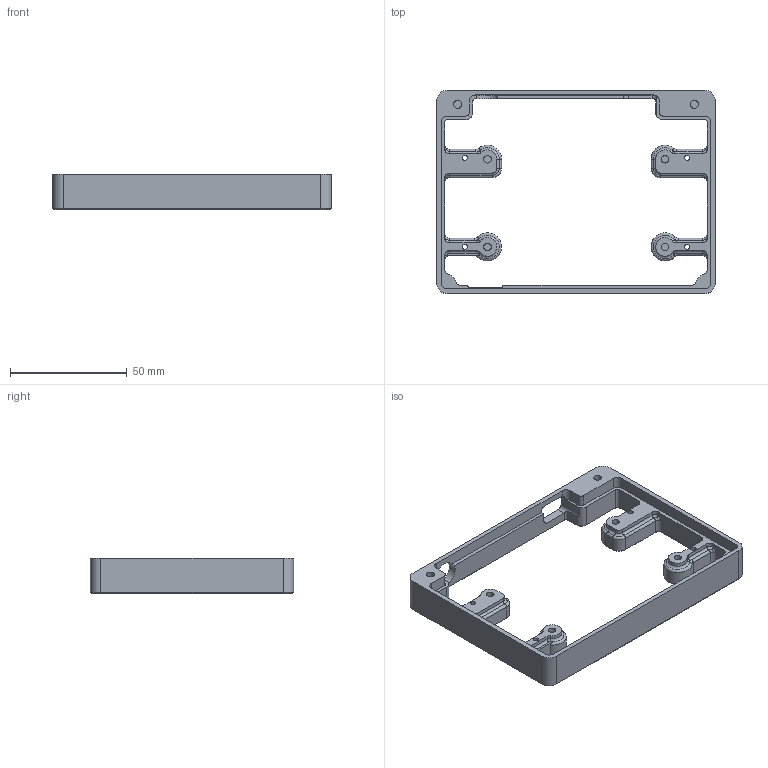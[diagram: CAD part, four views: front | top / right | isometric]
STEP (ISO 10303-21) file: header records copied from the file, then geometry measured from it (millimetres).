
FILE_DESCRIPTION(/* description */ (''),/* implementation_level */ '2;1');
FILE_NAME(/* name */ 'case-right.step',/* time_stamp */ '2019-08-02T00:16:06+02:00',/* author */ (''),/* organization */ (''),/* preprocessor_version */ 'ST-DEVELOPER v18',/* originating_system */ 'Autodesk Translation Framework v8.2.0.1029',/* authorisation */ '');
FILE_SCHEMA (('AUTOMOTIVE_DESIGN { 1 0 10303 214 3 1 1 }'));
Length unit declared in the file: millimetre
Products named in the file (1): Case-right
Bounding box: 119.25 x 87 x 15.1 mm (x, y, z)
Volume: 29129.7 mm3; surface area: 19858.1 mm2
Topology: 1 solids, 1 shells, 362 faces, 864 edges, 505 vertices
Faces by surface type: plane 172, cylinder 102, cone 43, torus 24, bspline 21
Full cylindrical faces by diameter (mm): 2.2 x4, 3.2 x4, 3.4 x2, 10 x1
Entity records: 10840 total; most frequent: CARTESIAN_POINT 2443, DIRECTION 1787, ORIENTED_EDGE 1710, EDGE_CURVE 855, AXIS2_PLACEMENT_3D 624, LINE 539, VECTOR 539, VERTEX_POINT 505
